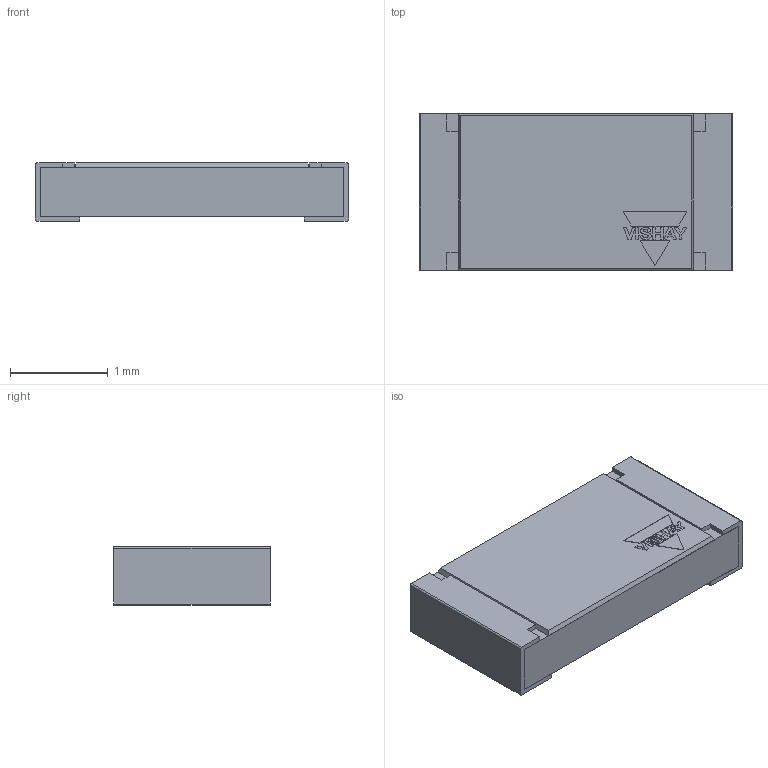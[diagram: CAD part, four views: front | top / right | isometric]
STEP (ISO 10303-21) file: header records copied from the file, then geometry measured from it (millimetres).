
FILE_DESCRIPTION(/* description */ (''),/* implementation_level */ '2;1');
FILE_NAME(/* name */ 'Vishay CRCW1206169RFKEA - 169 Ohms ±1% 0.25W, Chip Resistor 1206 (3216 Metric) Automotive AEC-Q200 Thick Film.stp',/* time_stamp */ '2020-05-28T17:22:16-04:00',/* author */ ('Ricardo'),/* organization */ (''),/* preprocessor_version */ 'ST-DEVELOPER v18.1',/* originating_system */ 'Autodesk Inventor 2021',/* authorisation */ '');
FILE_SCHEMA (('AUTOMOTIVE_DESIGN { 1 0 10303 214 3 1 1 }'));
Length unit declared in the file: millimetre
Products named in the file (5): Vishay PCAN0805E2002BST5 - Chip Resistor 0805 (2012 Metric); terminals; body; top; logo
Assembly tree (4 placements, depth 2):
  Vishay PCAN0805E2002BST5 - Chip Resistor 0805 (2012 Metric)
    terminals
    body
    top
    logo
Bounding box: 3.2 x 1.6 x 0.6 mm (x, y, z)
Volume: 2.9 mm3; surface area: 31.9 mm2
Topology: 12 solids, 12 shells, 132 faces, 324 edges, 216 vertices
Faces by surface type: plane 108, cylinder 12, bspline 12
Entity records: 4114 total; most frequent: CARTESIAN_POINT 829, ORIENTED_EDGE 648, DIRECTION 586, EDGE_CURVE 324, LINE 276, VECTOR 276, VERTEX_POINT 216, AXIS2_PLACEMENT_3D 155
